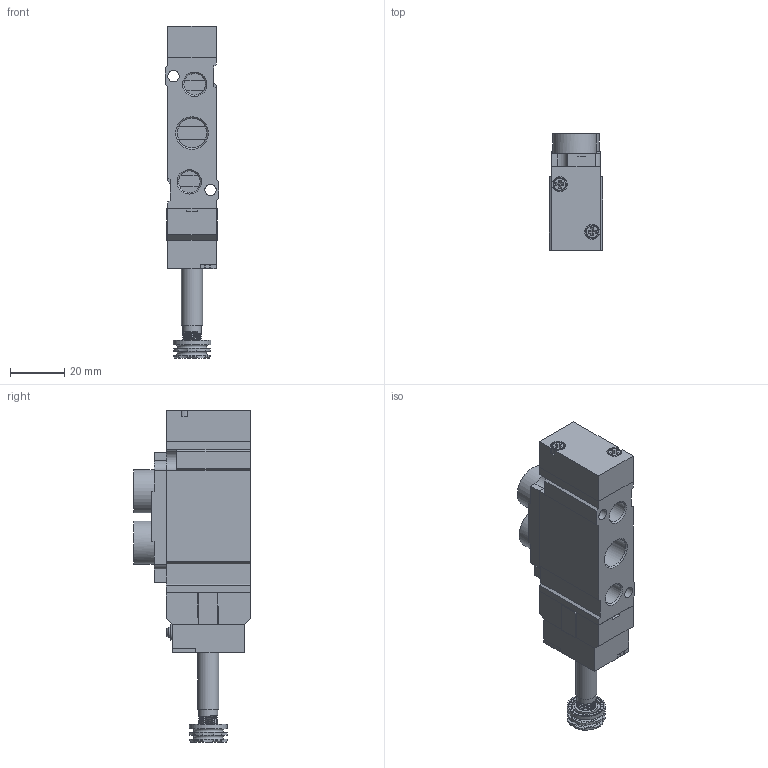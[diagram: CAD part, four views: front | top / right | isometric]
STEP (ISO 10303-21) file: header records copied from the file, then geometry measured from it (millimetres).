
FILE_DESCRIPTION(/* description */ (''),/* implementation_level */ '2;1');
FILE_NAME(/* name */ 'YPC-SCE411D-F5-P.stp',/* time_stamp */ '2017-10-27T11:53:47+02:00',/* author */ (''),/* organization */ (''),/* preprocessor_version */ 'ST-DEVELOPER v15.2',/* originating_system */ 'Autodesk Translator Framework v2.0.0.5431',/* authorisation */ '');
FILE_SCHEMA (('AUTOMOTIVE_DESIGN { 1 0 10303 214 3 1 1 }'));
Length unit declared in the file: centimetre
Products named in the file (1): (Unsaved)
Bounding box: 19.8 x 43 x 122.5 mm (x, y, z)
Volume: 50062 mm3; surface area: 22588.2 mm2
Topology: 8 solids, 8 shells, 423 faces, 1131 edges, 757 vertices
Faces by surface type: plane 297, cylinder 103, cone 17, torus 4, bspline 2
Full cylindrical faces by diameter (mm): 3.6 x1, 3.7 x1, 4 x1, 4.2 x2, 4.5 x2, 4.8 x2, 4.9 x2, 5.4 x2, 5.9 x2, 6.5 x1, 7 x10, 7.8 x1, 8 x2, 8.5 x4, 8.6 x1, 10.6 x1, 11 x1, 11.4 x2, 14 x1, 16 x2
Entity records: 14123 total; most frequent: CARTESIAN_POINT 3907, ORIENTED_EDGE 2126, DIRECTION 2010, EDGE_CURVE 1063, LINE 750, VECTOR 750, VERTEX_POINT 746, AXIS2_PLACEMENT_3D 630
